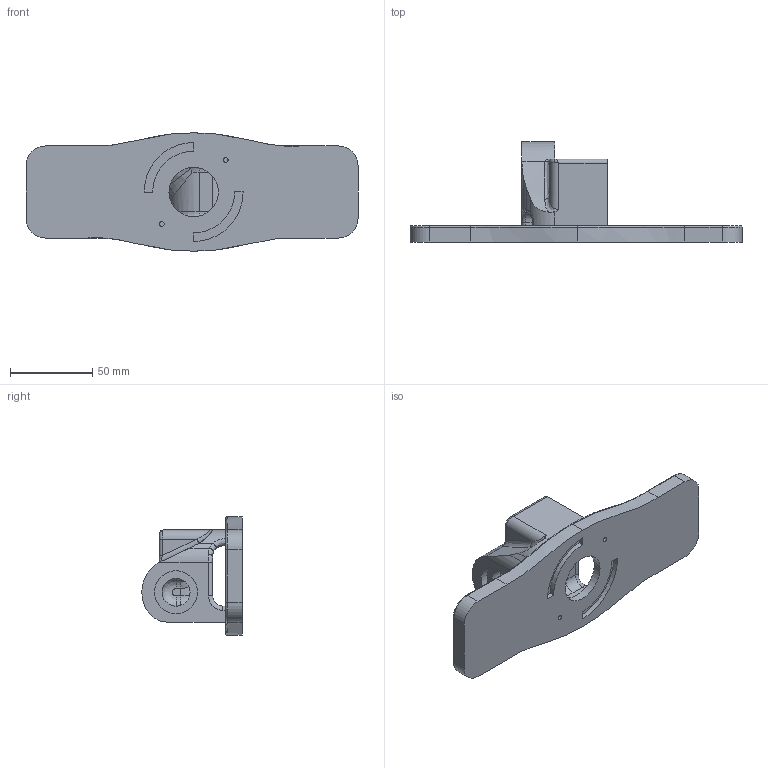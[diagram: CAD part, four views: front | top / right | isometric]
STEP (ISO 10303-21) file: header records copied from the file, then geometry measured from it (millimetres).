
FILE_DESCRIPTION(/* description */ (''),/* implementation_level */ '2;1');
FILE_NAME(/* name */ 'Axis1_top.stp',/* time_stamp */ '2025-11-02T08:51:10+01:00',/* author */ ('Piotrek'),/* organization */ (''),/* preprocessor_version */ 'ST-DEVELOPER v20.1',/* originating_system */ 'Autodesk Inventor 2026',/* authorisation */ '');
FILE_SCHEMA (('AUTOMOTIVE_DESIGN { 1 0 10303 214 3 1 1 }'));
Length unit declared in the file: millimetre
Products named in the file (1): Axis1_bottom
Bounding box: 202 x 61.08 x 72 mm (x, y, z)
Volume: 144689.8 mm3; surface area: 46252.9 mm2
Topology: 1 solids, 1 shells, 131 faces, 323 edges, 202 vertices
Faces by surface type: cylinder 53, plane 48, bspline 21, torus 9
Full cylindrical faces by diameter (mm): 3 x10, 17 x1, 26.1 x1, 30 x1
Entity records: 4856 total; most frequent: CARTESIAN_POINT 1784, ORIENTED_EDGE 640, DIRECTION 606, EDGE_CURVE 320, AXIS2_PLACEMENT_3D 226, VERTEX_POINT 202, LINE 154, VECTOR 154
